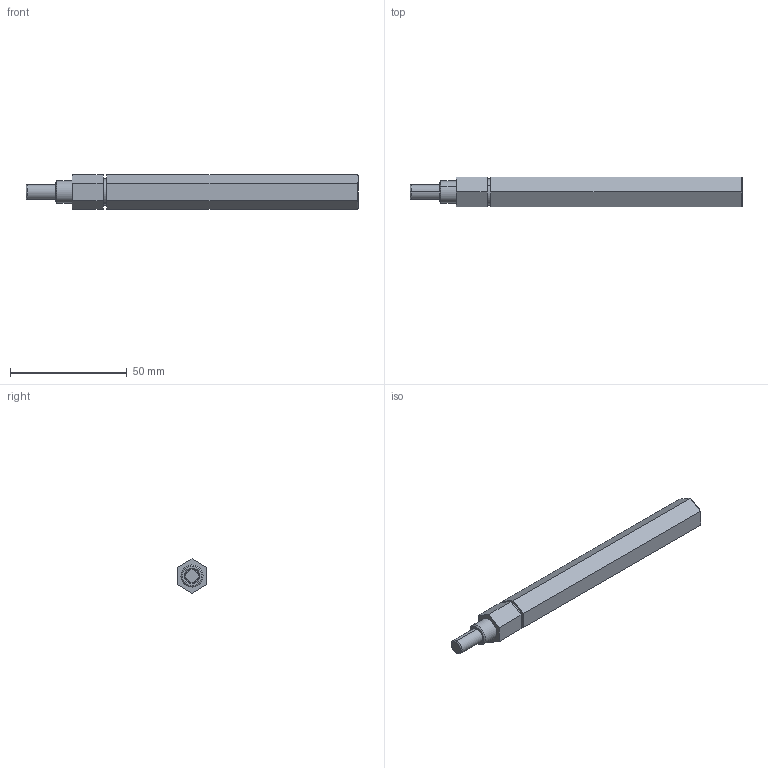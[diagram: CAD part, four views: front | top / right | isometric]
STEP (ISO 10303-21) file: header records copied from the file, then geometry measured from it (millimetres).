
FILE_DESCRIPTION (( 'STEP AP214' ), '1' );
FILE_NAME ('am-2566a Short 500 Hex Steel Output Shaft with Magnet for Toughbox Series.STEP', '2017-05-30T17:46:17', ( '' ), ( '' ), 'SwSTEP 2.0', 'SolidWorks 2017', '' );
FILE_SCHEMA (( 'AUTOMOTIVE_DESIGN' ));
Length unit declared in the file: millimetre
Products named in the file (3): am-2566a Short 500 Hex Steel Output Shaft with Magnet for Toughbox Series; sc-2566a TB Output Shaft Hex AM14U mag; 250x1000 dowel
Assembly tree (2 placements, depth 2):
  am-2566a Short 500 Hex Steel Output Shaft with Magnet for Toughbox Series
    sc-2566a TB Output Shaft Hex AM14U mag
    250x1000 dowel
Bounding box: 142.29 x 12.7 x 14.66 mm (x, y, z)
Volume: 17947.6 mm3; surface area: 6744.6 mm2
Topology: 2 solids, 2 shells, 42 faces, 88 edges, 54 vertices
Faces by surface type: plane 26, cylinder 8, cone 4, torus 4
Entity records: 1218 total; most frequent: DIRECTION 210, CARTESIAN_POINT 189, ORIENTED_EDGE 176, EDGE_CURVE 88, AXIS2_PLACEMENT_3D 75, LINE 60, VECTOR 60, VERTEX_POINT 54
